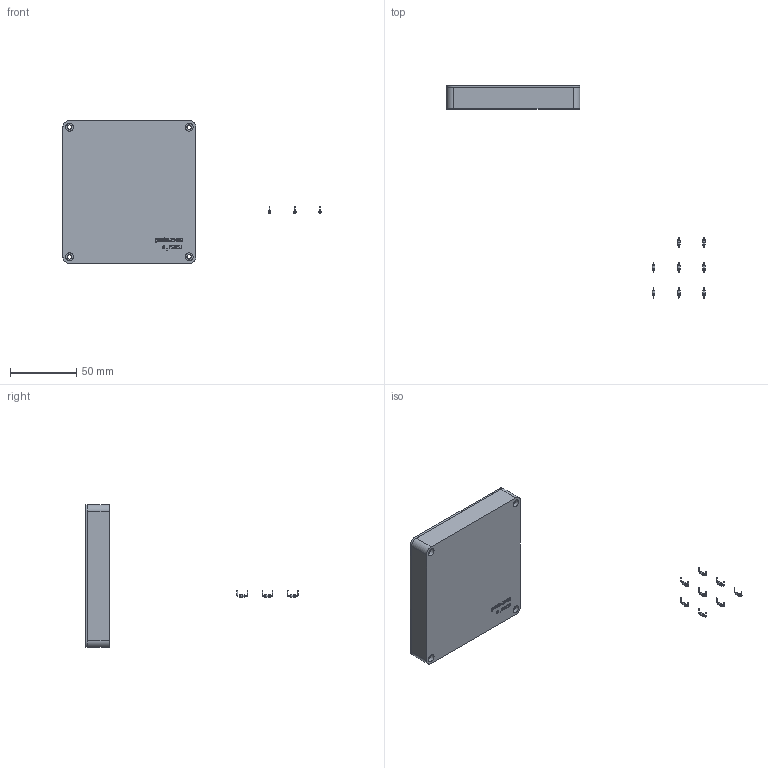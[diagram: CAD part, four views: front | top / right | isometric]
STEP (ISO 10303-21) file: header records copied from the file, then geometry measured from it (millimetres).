
FILE_DESCRIPTION(/* description */ ('','CAx-IF Rec.Pracs.---Representation and Presentation of Product Manufacturing Information (PMI)---4.0---2014-10-13'),/* implementation_level */ '2;1');
FILE_NAME(/* name */ 'complete.step',/* time_stamp */ '2025-02-21T15:51:59-07:00',/* author */ (''),/* organization */ (''),/* preprocessor_version */ 'ST-DEVELOPER v20',/* originating_system */ 'Autodesk Translation Framework v13.20.0.188',/* authorisation */ '');
FILE_SCHEMA (('PROCESS_PLANNING_SCHEMA','AP242_MANAGED_MODEL_BASED_3D_ENGINEERING_MIM_LF { 1 0 10303 442 1 1 4 }'));
Length unit declared in the file: millimetre
Products named in the file (15): \bnun; Component1; my actual macropad 1; D_DO-35_SOD27_P7.62mm_Horizontal; my actual macropad_PCB; D_DO-35_SOD27_P7.62mm_Horizontal_1; D_DO-35_SOD27_P7.62mm_Horizontal_2; D_DO-35_SOD27_P7.62mm_Horizontal_3; D_DO-35_SOD27_P7.62mm_Horizontal_4; D_DO-35_SOD27_P7.62mm_Horizontal_5; D_DO-35_SOD27_P7.62mm_Horizontal_6; D_DO-35_SOD27_P7.62mm_Horizontal_7; D_DO-35_SOD27_P7.62mm_Horizontal_8; baseplate; topplate
Assembly tree (21 placements, depth 5):
  \bnun
    Component1
      my actual macropad 1
        D_DO-35_SOD27_P7.62mm_Horizontal
          D_DO-35_SOD27_P7.62mm_Horizontal_8
        my actual macropad_PCB
        D_DO-35_SOD27_P7.62mm_Horizontal_1
          D_DO-35_SOD27_P7.62mm_Horizontal_8
        D_DO-35_SOD27_P7.62mm_Horizontal_2
          D_DO-35_SOD27_P7.62mm_Horizontal_8
        D_DO-35_SOD27_P7.62mm_Horizontal_3
          D_DO-35_SOD27_P7.62mm_Horizontal_8
        D_DO-35_SOD27_P7.62mm_Horizontal_4
          D_DO-35_SOD27_P7.62mm_Horizontal_8
        D_DO-35_SOD27_P7.62mm_Horizontal_5
          D_DO-35_SOD27_P7.62mm_Horizontal_8
        D_DO-35_SOD27_P7.62mm_Horizontal_6
          D_DO-35_SOD27_P7.62mm_Horizontal_8
        D_DO-35_SOD27_P7.62mm_Horizontal_7
          D_DO-35_SOD27_P7.62mm_Horizontal_8
      baseplate
      topplate
Bounding box: 195.31 x 160.34 x 107.96 mm (x, y, z)
Volume: 99250.3 mm3; surface area: 65408.3 mm2
Topology: 19 solids, 19 shells, 738 faces, 1955 edges, 1298 vertices
Faces by surface type: bspline 279, plane 250, cylinder 177, torus 32
Full cylindrical faces by diameter (mm): 0.5 x24, 0.8 x16, 0.889 x14, 1 x5, 1.5 x16, 1.7 x16, 2 x16, 2.02 x8, 2.6 x2, 3.4 x8, 4 x8, 6 x4
Entity records: 23656 total; most frequent: CARTESIAN_POINT 8336, ORIENTED_EDGE 3518, DIRECTION 2247, EDGE_CURVE 1759, VERTEX_POINT 1172, LINE 921, VECTOR 921, EDGE_LOOP 847
